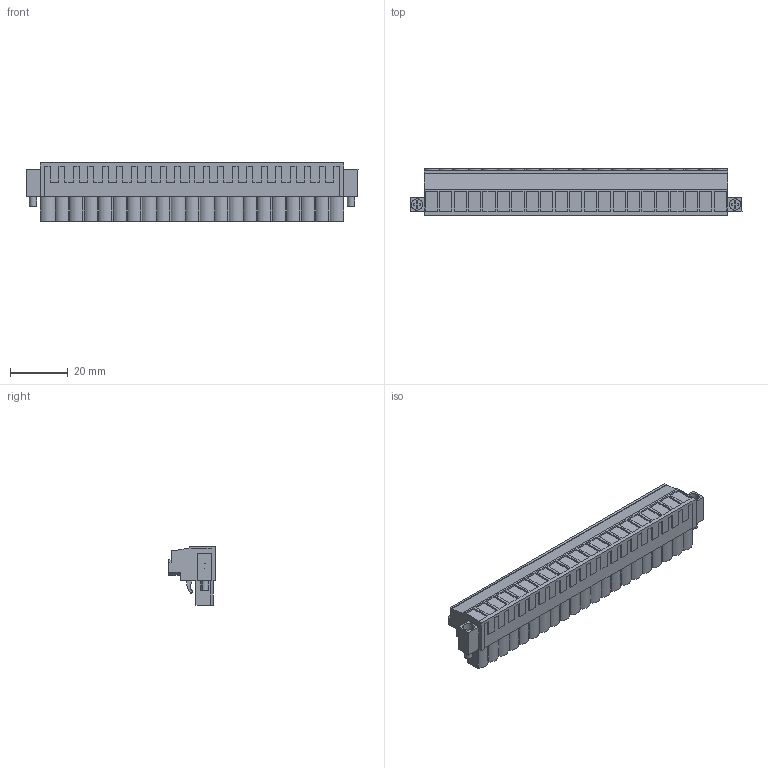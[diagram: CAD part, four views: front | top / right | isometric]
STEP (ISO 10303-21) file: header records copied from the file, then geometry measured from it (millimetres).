
FILE_DESCRIPTION(('CATIA V5 STEP Exchange','CAx-IF Rec.Pracs.--- Model Styling and Organization---1.2---2011-12-15'),'2;1');
FILE_NAME ('D1460335_0_1955610000_1955610000.stp','2017-05-31T12:22:08+00:00',('none'),('Weidmueller'),'CATIA Version 5-6 Release 2014','CATIA V5 STEP AP214','none');
FILE_SCHEMA(('AUTOMOTIVE_DESIGN { 1 0 10303 214 1 1 1 1 }'));
Length unit declared in the file: millimetre
Products named in the file (1): 1955610000
Bounding box: 114.8 x 16.1 x 20.1 mm (x, y, z)
Volume: 21218.7 mm3; surface area: 11751 mm2
Topology: 24 solids, 24 shells, 1364 faces, 3880 edges, 2652 vertices
Faces by surface type: plane 1105, cylinder 259
Entity records: 41472 total; most frequent: CARTESIAN_POINT 7884, ORIENTED_EDGE 7760, DIRECTION 5518, EDGE_CURVE 3880, VECTOR 3228, LINE 3228, VERTEX_POINT 2652, EDGE_LOOP 1456
